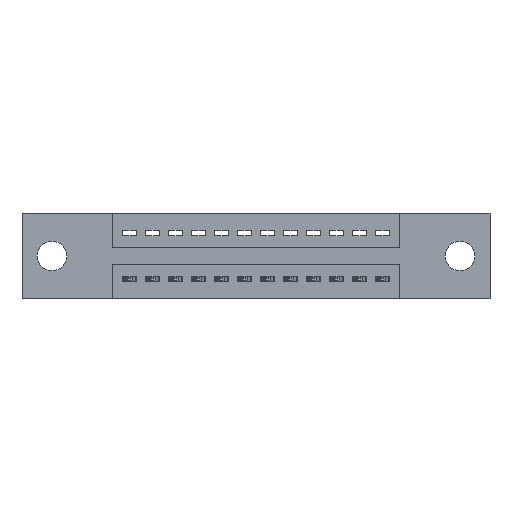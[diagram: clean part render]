
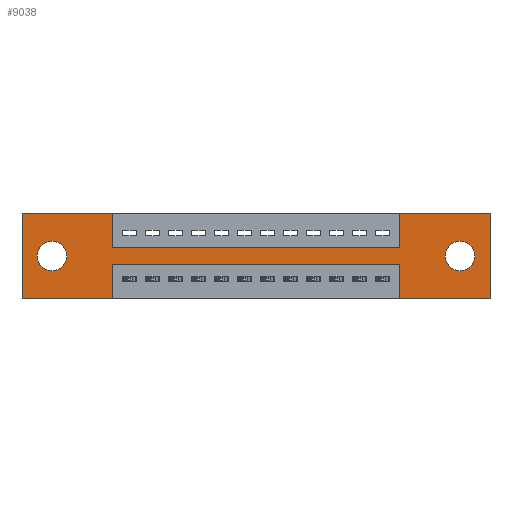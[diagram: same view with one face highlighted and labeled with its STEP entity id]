
A CAD part, front view. The second image highlights one B-rep face of the part: STEP entity #9038.
In plain terms, the highlighted planar face has unit normal (0, -1, 0).
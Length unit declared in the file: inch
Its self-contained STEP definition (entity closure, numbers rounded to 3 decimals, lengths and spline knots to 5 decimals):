
#23 = VERTEX_POINT ( 'NONE', #4936 ) ;
#24 = LINE ( 'NONE', #7366, #7160 ) ;
#60 = CARTESIAN_POINT ( 'NONE',  ( 1.6425, 0., 0. ) ) ;
#80 = CIRCLE ( 'NONE', #6177, 0.064 ) ;
#106 = LINE ( 'NONE', #9816, #5496 ) ;
#125 = DIRECTION ( 'NONE',  ( 0., 0., 1. ) ) ;
#216 = EDGE_CURVE ( 'NONE', #1144, #3376, #3066, .T. ) ;
#466 = EDGE_CURVE ( 'NONE', #8774, #13055, #12521, .T. ) ;
#813 = VERTEX_POINT ( 'NONE', #7645 ) ;
#936 = PLANE ( 'NONE',  #6080 ) ;
#1050 = ORIENTED_EDGE ( 'NONE', *, *, #9170, .T. ) ;
#1144 = VERTEX_POINT ( 'NONE', #2311 ) ;
#1335 = DIRECTION ( 'NONE',  ( 0., 0., -1. ) ) ;
#1387 = CARTESIAN_POINT ( 'NONE',  ( 0., 0., 0. ) ) ;
#1608 = DIRECTION ( 'NONE',  ( 0., 0., 1. ) ) ;
#1896 = ORIENTED_EDGE ( 'NONE', *, *, #10836, .F. ) ;
#1973 = VECTOR ( 'NONE', #8820, 39.37008 ) ;
#1996 = DIRECTION ( 'NONE',  ( 0., 1., 0. ) ) ;
#2065 = EDGE_LOOP ( 'NONE', ( #11795, #1050 ) ) ;
#2077 = CARTESIAN_POINT ( 'NONE',  ( 0., 0., -0.37 ) ) ;
#2145 = DIRECTION ( 'NONE',  ( 0., 0., -1. ) ) ;
#2301 = EDGE_LOOP ( 'NONE', ( #8421, #10678, #5349, #6829, #11179, #7516, #9566, #2921, #12702, #11262, #9922, #1896 ) ) ;
#2302 = VECTOR ( 'NONE', #7505, 39.37008 ) ;
#2311 = CARTESIAN_POINT ( 'NONE',  ( 0.3925, 0., 0. ) ) ;
#2325 = VERTEX_POINT ( 'NONE', #7547 ) ;
#2620 = CARTESIAN_POINT ( 'NONE',  ( 0., 0., -0.37 ) ) ;
#2628 = LINE ( 'NONE', #11682, #2302 ) ;
#2799 = CARTESIAN_POINT ( 'NONE',  ( 0.13, 0., -0.121 ) ) ;
#2921 = ORIENTED_EDGE ( 'NONE', *, *, #5581, .F. ) ;
#3066 = LINE ( 'NONE', #3535, #10823 ) ;
#3096 = CARTESIAN_POINT ( 'NONE',  ( 2.035, 0., 0. ) ) ;
#3177 = VECTOR ( 'NONE', #6091, 39.37008 ) ;
#3193 = CARTESIAN_POINT ( 'NONE',  ( 0.3925, 0., -0.15 ) ) ;
#3324 = VERTEX_POINT ( 'NONE', #3912 ) ;
#3370 = FACE_OUTER_BOUND ( 'NONE', #2301, .T. ) ;
#3376 = VERTEX_POINT ( 'NONE', #3193 ) ;
#3535 = CARTESIAN_POINT ( 'NONE',  ( 0.3925, 0., 0. ) ) ;
#3553 = VERTEX_POINT ( 'NONE', #2799 ) ;
#3649 = DIRECTION ( 'NONE',  ( 0., 1., 0. ) ) ;
#3722 = LINE ( 'NONE', #1387, #5129 ) ;
#3762 = CARTESIAN_POINT ( 'NONE',  ( 1.905, 0., -0.185 ) ) ;
#3905 = EDGE_CURVE ( 'NONE', #3553, #7149, #80, .T. ) ;
#3912 = CARTESIAN_POINT ( 'NONE',  ( 1.905, 0., -0.249 ) ) ;
#4114 = DIRECTION ( 'NONE',  ( 0., 0., 1. ) ) ;
#4174 = EDGE_CURVE ( 'NONE', #7675, #3324, #7387, .T. ) ;
#4200 = VECTOR ( 'NONE', #125, 39.37008 ) ;
#4218 = ORIENTED_EDGE ( 'NONE', *, *, #3905, .T. ) ;
#4367 = CARTESIAN_POINT ( 'NONE',  ( 1.905, 0., -0.121 ) ) ;
#4665 = LINE ( 'NONE', #11703, #1973 ) ;
#4775 = VERTEX_POINT ( 'NONE', #12031 ) ;
#4936 = CARTESIAN_POINT ( 'NONE',  ( 0.3925, 0., -0.37 ) ) ;
#4944 = FACE_BOUND ( 'NONE', #9715, .T. ) ;
#5027 = DIRECTION ( 'NONE',  ( 0., 0., -1. ) ) ;
#5092 = FACE_BOUND ( 'NONE', #2065, .T. ) ;
#5129 = VECTOR ( 'NONE', #12652, 39.37008 ) ;
#5257 = CARTESIAN_POINT ( 'NONE',  ( 0.3925, 0., -0.22 ) ) ;
#5292 = CARTESIAN_POINT ( 'NONE',  ( 1.6425, 0., 0. ) ) ;
#5349 = ORIENTED_EDGE ( 'NONE', *, *, #6216, .F. ) ;
#5478 = CARTESIAN_POINT ( 'NONE',  ( 0., 0., 0. ) ) ;
#5496 = VECTOR ( 'NONE', #12916, 39.37008 ) ;
#5581 = EDGE_CURVE ( 'NONE', #3376, #12302, #4665, .T. ) ;
#5667 = CARTESIAN_POINT ( 'NONE',  ( 0.13, 0., -0.249 ) ) ;
#5838 = VERTEX_POINT ( 'NONE', #5478 ) ;
#6080 = AXIS2_PLACEMENT_3D ( 'NONE', #9020, #11271, #1335 ) ;
#6091 = DIRECTION ( 'NONE',  ( -1., 0., 0. ) ) ;
#6177 = AXIS2_PLACEMENT_3D ( 'NONE', #12775, #3649, #1608 ) ;
#6216 = EDGE_CURVE ( 'NONE', #4775, #8774, #106, .T. ) ;
#6255 = VECTOR ( 'NONE', #8733, 39.37008 ) ;
#6275 = DIRECTION ( 'NONE',  ( 0., 0., -1. ) ) ;
#6331 = CARTESIAN_POINT ( 'NONE',  ( 0.3925, 0., -0.22 ) ) ;
#6829 = ORIENTED_EDGE ( 'NONE', *, *, #7247, .F. ) ;
#6888 = LINE ( 'NONE', #5292, #4200 ) ;
#7149 = VERTEX_POINT ( 'NONE', #5667 ) ;
#7160 = VECTOR ( 'NONE', #9419, 39.37008 ) ;
#7247 = EDGE_CURVE ( 'NONE', #813, #4775, #10202, .T. ) ;
#7345 = ORIENTED_EDGE ( 'NONE', *, *, #10855, .T. ) ;
#7366 = CARTESIAN_POINT ( 'NONE',  ( 0.3925, 0., -0.37 ) ) ;
#7387 = CIRCLE ( 'NONE', #12698, 0.064 ) ;
#7505 = DIRECTION ( 'NONE',  ( 1., 0., 0. ) ) ;
#7516 = ORIENTED_EDGE ( 'NONE', *, *, #7804, .F. ) ;
#7547 = CARTESIAN_POINT ( 'NONE',  ( 0., 0., -0.37 ) ) ;
#7626 = EDGE_CURVE ( 'NONE', #12302, #9357, #6888, .T. ) ;
#7645 = CARTESIAN_POINT ( 'NONE',  ( 2.035, 0., -0.37 ) ) ;
#7654 = VECTOR ( 'NONE', #2145, 39.37008 ) ;
#7675 = VERTEX_POINT ( 'NONE', #4367 ) ;
#7729 = EDGE_CURVE ( 'NONE', #2325, #5838, #3722, .T. ) ;
#7752 = DIRECTION ( 'NONE',  ( 0., 1., 0. ) ) ;
#7804 = EDGE_CURVE ( 'NONE', #9357, #9282, #2628, .T. ) ;
#8108 = CIRCLE ( 'NONE', #10569, 0.064 ) ;
#8226 = DIRECTION ( 'NONE',  ( 0., 1., 0. ) ) ;
#8228 = CIRCLE ( 'NONE', #9303, 0.064 ) ;
#8421 = ORIENTED_EDGE ( 'NONE', *, *, #8826, .F. ) ;
#8516 = DIRECTION ( 'NONE',  ( 0., 0., -1. ) ) ;
#8562 = EDGE_CURVE ( 'NONE', #9282, #813, #13016, .T. ) ;
#8727 = DIRECTION ( 'NONE',  ( 1., 0., 0. ) ) ;
#8733 = DIRECTION ( 'NONE',  ( -1., 0., 0. ) ) ;
#8774 = VERTEX_POINT ( 'NONE', #12417 ) ;
#8820 = DIRECTION ( 'NONE',  ( 1., 0., 0. ) ) ;
#8826 = EDGE_CURVE ( 'NONE', #13055, #23, #24, .T. ) ;
#9020 = CARTESIAN_POINT ( 'NONE',  ( 0., 0., -0.37 ) ) ;
#9038 = ADVANCED_FACE ( 'NONE', ( #5092, #4944, #3370 ), #936, .T. ) ;
#9170 = EDGE_CURVE ( 'NONE', #3324, #7675, #8108, .T. ) ;
#9222 = CARTESIAN_POINT ( 'NONE',  ( 1.905, 0., -0.185 ) ) ;
#9282 = VERTEX_POINT ( 'NONE', #3096 ) ;
#9303 = AXIS2_PLACEMENT_3D ( 'NONE', #11118, #1996, #4114 ) ;
#9357 = VERTEX_POINT ( 'NONE', #60 ) ;
#9397 = DIRECTION ( 'NONE',  ( -1., 0., 0. ) ) ;
#9419 = DIRECTION ( 'NONE',  ( 0., 0., -1. ) ) ;
#9566 = ORIENTED_EDGE ( 'NONE', *, *, #7626, .F. ) ;
#9715 = EDGE_LOOP ( 'NONE', ( #4218, #7345 ) ) ;
#9816 = CARTESIAN_POINT ( 'NONE',  ( 1.6425, 0., -0.37 ) ) ;
#9843 = VECTOR ( 'NONE', #9397, 39.37008 ) ;
#9922 = ORIENTED_EDGE ( 'NONE', *, *, #7729, .F. ) ;
#9960 = CARTESIAN_POINT ( 'NONE',  ( 2.035, 0., 0. ) ) ;
#10202 = LINE ( 'NONE', #2620, #6255 ) ;
#10569 = AXIS2_PLACEMENT_3D ( 'NONE', #3762, #7752, #5027 ) ;
#10600 = LINE ( 'NONE', #2077, #3177 ) ;
#10678 = ORIENTED_EDGE ( 'NONE', *, *, #466, .F. ) ;
#10784 = CARTESIAN_POINT ( 'NONE',  ( 1.6425, 0., -0.15 ) ) ;
#10823 = VECTOR ( 'NONE', #8516, 39.37008 ) ;
#10836 = EDGE_CURVE ( 'NONE', #23, #2325, #10600, .T. ) ;
#10855 = EDGE_CURVE ( 'NONE', #7149, #3553, #8228, .T. ) ;
#11118 = CARTESIAN_POINT ( 'NONE',  ( 0.13, 0., -0.185 ) ) ;
#11179 = ORIENTED_EDGE ( 'NONE', *, *, #8562, .F. ) ;
#11262 = ORIENTED_EDGE ( 'NONE', *, *, #11867, .F. ) ;
#11271 = DIRECTION ( 'NONE',  ( 0., -1., 0. ) ) ;
#11682 = CARTESIAN_POINT ( 'NONE',  ( 0., 0., 0. ) ) ;
#11703 = CARTESIAN_POINT ( 'NONE',  ( 0.3925, 0., -0.15 ) ) ;
#11795 = ORIENTED_EDGE ( 'NONE', *, *, #4174, .T. ) ;
#11822 = LINE ( 'NONE', #12753, #12606 ) ;
#11867 = EDGE_CURVE ( 'NONE', #5838, #1144, #11822, .T. ) ;
#12031 = CARTESIAN_POINT ( 'NONE',  ( 1.6425, 0., -0.37 ) ) ;
#12302 = VERTEX_POINT ( 'NONE', #10784 ) ;
#12417 = CARTESIAN_POINT ( 'NONE',  ( 1.6425, 0., -0.22 ) ) ;
#12521 = LINE ( 'NONE', #5257, #9843 ) ;
#12606 = VECTOR ( 'NONE', #8727, 39.37008 ) ;
#12652 = DIRECTION ( 'NONE',  ( 0., 0., 1. ) ) ;
#12698 = AXIS2_PLACEMENT_3D ( 'NONE', #9222, #8226, #6275 ) ;
#12702 = ORIENTED_EDGE ( 'NONE', *, *, #216, .F. ) ;
#12753 = CARTESIAN_POINT ( 'NONE',  ( 0., 0., 0. ) ) ;
#12775 = CARTESIAN_POINT ( 'NONE',  ( 0.13, 0., -0.185 ) ) ;
#12916 = DIRECTION ( 'NONE',  ( 0., 0., 1. ) ) ;
#13016 = LINE ( 'NONE', #9960, #7654 ) ;
#13055 = VERTEX_POINT ( 'NONE', #6331 ) ;
